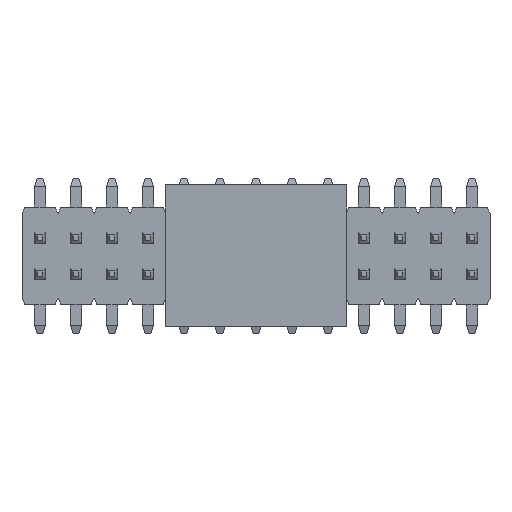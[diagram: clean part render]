
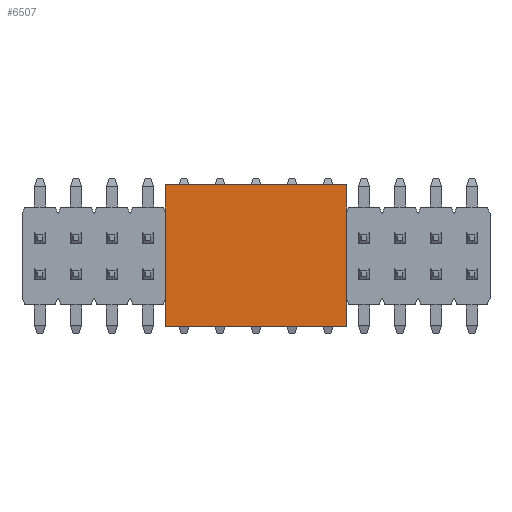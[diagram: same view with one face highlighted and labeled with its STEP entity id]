
A CAD part, top view. The second image highlights one B-rep face of the part: STEP entity #6507.
In plain terms, the highlighted planar face has unit normal (0, 0, 1).
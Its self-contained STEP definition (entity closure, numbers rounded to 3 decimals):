
#1874=ORIENTED_EDGE('',*,*,#2846,.T.);
#1875=ORIENTED_EDGE('',*,*,#2725,.F.);
#1876=ORIENTED_EDGE('',*,*,#2847,.F.);
#1877=ORIENTED_EDGE('',*,*,#2844,.T.);
#2725=EDGE_CURVE('',#3355,#3352,#4195,.T.);
#2844=EDGE_CURVE('',#3435,#3434,#4282,.T.);
#2846=EDGE_CURVE('',#3434,#3352,#4284,.T.);
#2847=EDGE_CURVE('',#3435,#3355,#4285,.T.);
#3352=VERTEX_POINT('',#10091);
#3355=VERTEX_POINT('',#10096);
#3434=VERTEX_POINT('',#10334);
#3435=VERTEX_POINT('',#10336);
#4195=LINE('',#10097,#5045);
#4282=LINE('',#10335,#5132);
#4284=LINE('',#10339,#5134);
#4285=LINE('',#10340,#5135);
#5045=VECTOR('',#8266,1000.);
#5132=VECTOR('',#8497,1000.);
#5134=VECTOR('',#8501,1000.);
#5135=VECTOR('',#8502,1000.);
#5513=EDGE_LOOP('',(#1874,#1875,#1876,#1877));
#5893=FACE_BOUND('',#5513,.T.);
#6191=PLANE('',#6909);
#6507=ADVANCED_FACE('',(#5893),#6191,.F.);
#6909=AXIS2_PLACEMENT_3D('',#10338,#8499,#8500);
#8266=DIRECTION('',(0.,1.,0.));
#8497=DIRECTION('',(0.,1.,0.));
#8499=DIRECTION('',(0.,0.,-1.));
#8500=DIRECTION('',(-1.,0.,0.));
#8501=DIRECTION('',(-1.,0.,0.));
#8502=DIRECTION('',(-1.,0.,0.));
#10091=CARTESIAN_POINT('',(-2.5,3.2,2.027));
#10096=CARTESIAN_POINT('',(-2.5,-3.2,2.027));
#10097=CARTESIAN_POINT('',(-2.5,-3.2,2.027));
#10334=CARTESIAN_POINT('',(2.5,3.2,2.027));
#10335=CARTESIAN_POINT('',(2.5,-3.2,2.027));
#10336=CARTESIAN_POINT('',(2.5,-3.2,2.027));
#10338=CARTESIAN_POINT('',(2.5,-3.2,2.027));
#10339=CARTESIAN_POINT('',(2.5,3.2,2.027));
#10340=CARTESIAN_POINT('',(2.5,-3.2,2.027));
